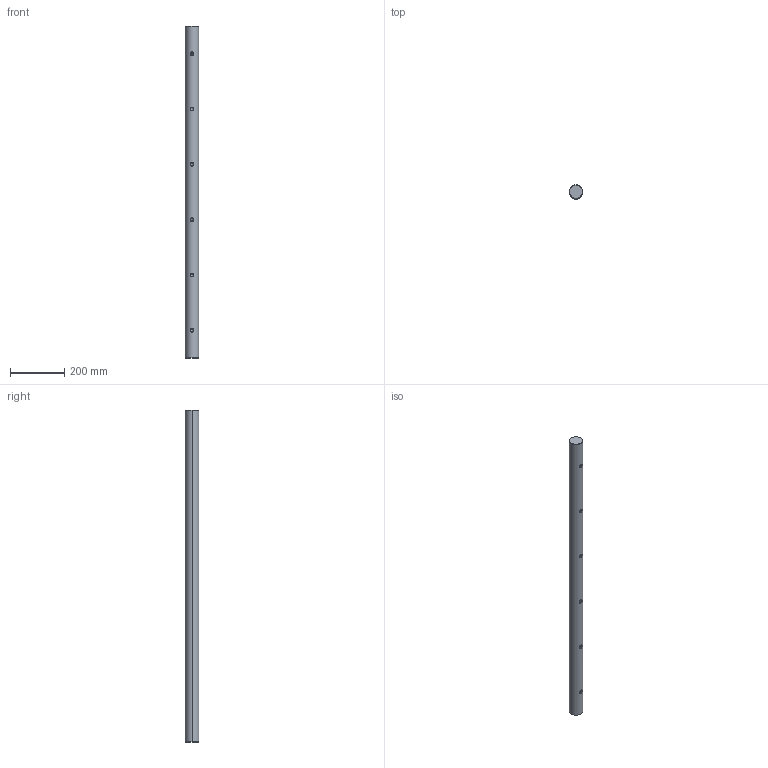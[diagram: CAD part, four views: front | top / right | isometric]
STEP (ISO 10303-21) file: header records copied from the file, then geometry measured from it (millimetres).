
FILE_DESCRIPTION (( 'STEP AP214' ), '1' );
FILE_NAME ('ShaftRailAssembly_AF263F77CE.step', '2021-02-08T21:31:20', ( '' ), ( '' ), 'SwSTEP 2.0', 'SolidWorks 2019', '' );
FILE_SCHEMA (( 'AUTOMOTIVE_DESIGN' ));
Length unit declared in the file: inch
Products named in the file (3): wr3Mymr4cT_CADModel_0; ShaftRailAssembly_AF263F77CE
Assembly tree (1 placements, depth 2):
  ShaftRailAssembly_AF263F77CE
    wr3Mymr4cT_CADModel_0
  wr3Mymr4cT_CADModel_0
Bounding box: 50.8 x 50.8 x 1219.2 mm (x, y, z)
Volume: 2446250.1 mm3; surface area: 206553.1 mm2
Topology: 1 solids, 1 shells, 50 faces, 110 edges, 62 vertices
Faces by surface type: cylinder 26, cone 16, plane 8
Entity records: 2505 total; most frequent: CARTESIAN_POINT 719, DIRECTION 240, ORIENTED_EDGE 196, AXIS2_PLACEMENT_3D 99, EDGE_CURVE 98, VERTEX_POINT 62, EDGE_LOOP 62, DIMENSIONAL_EXPONENTS 54
